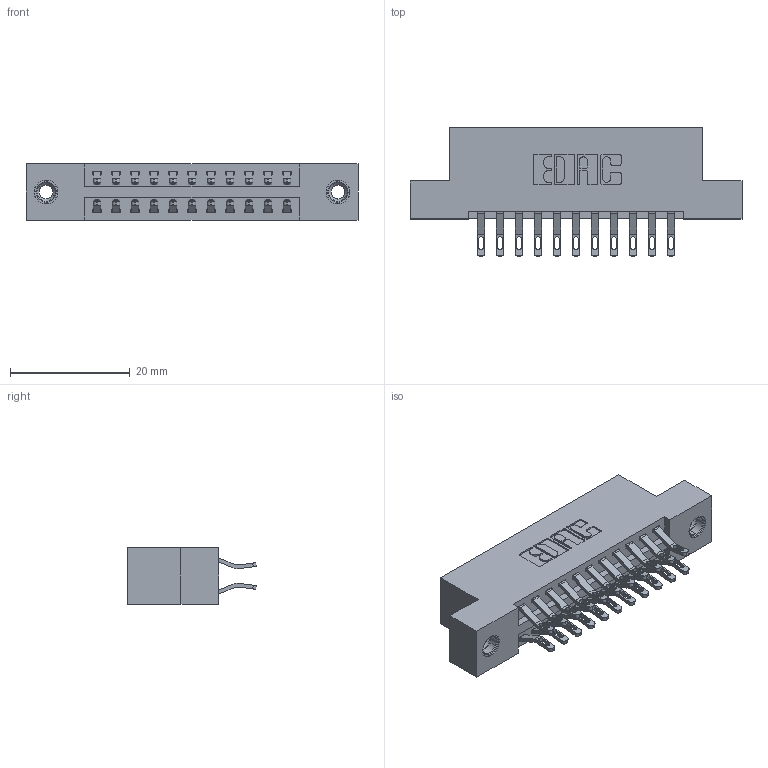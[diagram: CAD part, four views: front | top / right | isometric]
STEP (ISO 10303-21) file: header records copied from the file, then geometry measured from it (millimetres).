
FILE_DESCRIPTION (( 'STEP AP203' ), '1' );
FILE_NAME ('396-022-555-208.STEP', '2019-10-30T03:54:56', ( '' ), ( '' ), 'SwSTEP 2.0', 'SolidWorks 2016', '' );
FILE_SCHEMA (( 'CONFIG_CONTROL_DESIGN' ));
Length unit declared in the file: inch
Products named in the file (4): 345-292-001_555 Tail; 346 Part_Flush Mounting Lugs - 0.156 Dia-TI; 345-250-001_345-250-003-102; 396-022-555-208
Assembly tree (25 placements, depth 2):
  396-022-555-208
    346 Part_Flush Mounting Lugs - 0.156 Dia-TI
    345-292-001_555 Tail  x22
    345-250-001_345-250-003-102  x2
Bounding box: 55.5 x 21.46 x 9.4 mm (x, y, z)
Volume: 5228.4 mm3; surface area: 6947 mm2
Topology: 25 solids, 25 shells, 1458 faces, 4491 edges, 2986 vertices
Faces by surface type: plane 834, cylinder 608, cone 12, torus 4
Entity records: 12864 total; most frequent: CARTESIAN_POINT 2181, ORIENTED_EDGE 2078, DIRECTION 1969, EDGE_CURVE 1039, VECTOR 823, LINE 823, VERTEX_POINT 688, AXIS2_PLACEMENT_3D 573
